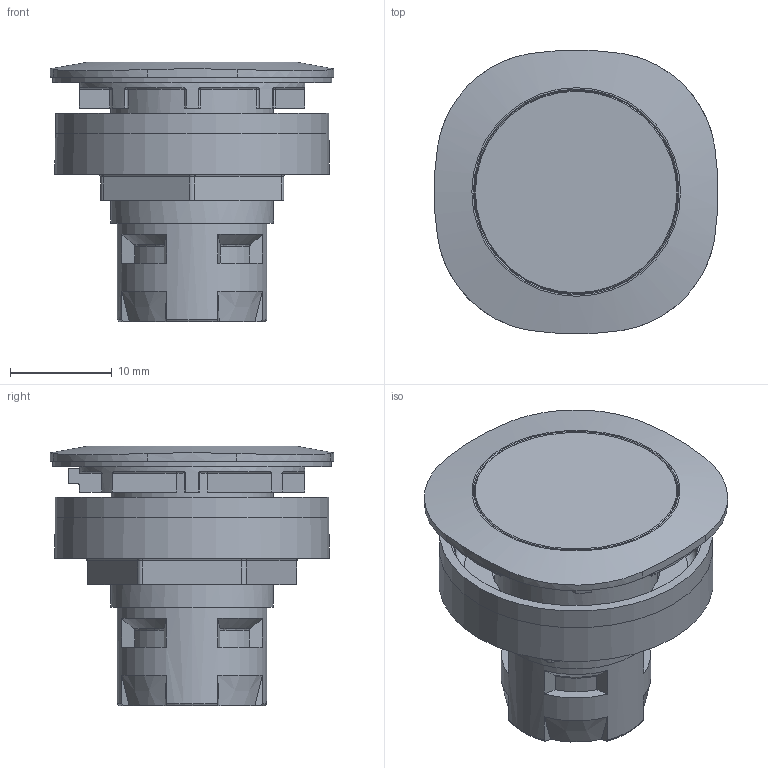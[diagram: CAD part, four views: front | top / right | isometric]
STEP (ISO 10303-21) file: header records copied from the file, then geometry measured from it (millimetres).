
FILE_DESCRIPTION(/* description */ (''),/* implementation_level */ '2;1');
FILE_NAME(/* name */ 'BVRQJ_ipt.stp',/* time_stamp */ '2017-03-30T16:16:40+02:00',/* author */ ('ahoffmann'),/* organization */ (''),/* preprocessor_version */ 'ST-DEVELOPER v16.1',/* originating_system */ 'Autodesk Inventor 2016',/* authorisation */ '');
FILE_SCHEMA (('AUTOMOTIVE_DESIGN { 1 0 10303 214 3 1 1 }'));
Length unit declared in the file: centimetre
Products named in the file (1): BVRQJ_ipt
Bounding box: 27.86 x 27.83 x 25.5 mm (x, y, z)
Volume: 6920.7 mm3; surface area: 4505.1 mm2
Topology: 1 solids, 2 shells, 195 faces, 478 edges, 292 vertices
Faces by surface type: plane 74, cylinder 65, torus 23, cone 17, sphere 16
Full cylindrical faces by diameter (mm): 14.7 x1, 16 x2, 16.5 x1, 22.15 x1, 25 x1, 26.86 x1, 27.4 x1
Entity records: 5763 total; most frequent: CARTESIAN_POINT 1272, DIRECTION 986, ORIENTED_EDGE 894, EDGE_CURVE 447, AXIS2_PLACEMENT_3D 401, VERTEX_POINT 286, EDGE_LOOP 225, CIRCLE 205
